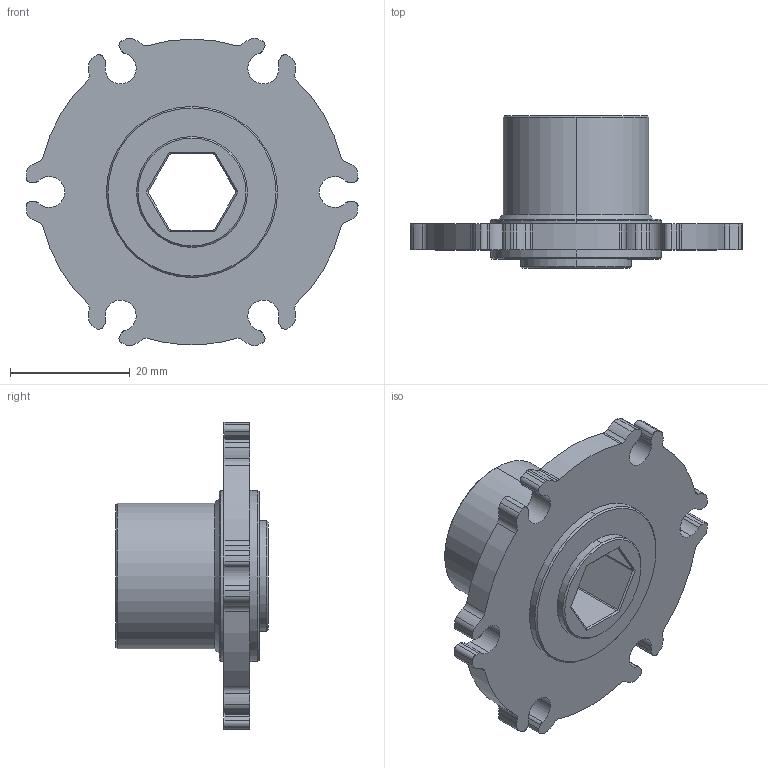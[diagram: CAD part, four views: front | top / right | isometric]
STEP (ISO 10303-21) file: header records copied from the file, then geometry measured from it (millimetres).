
FILE_DESCRIPTION (( 'STEP AP203' ), '1' );
FILE_NAME ('am-2568 500EX Hex Hub.STEP', '2014-01-10T16:03:33', ( '' ), ( '' ), 'SwSTEP 2.0', 'SolidWorks 2010', '' );
FILE_SCHEMA (( 'CONFIG_CONTROL_DESIGN' ));
Length unit declared in the file: inch
Products named in the file (1): am-2568 500EX Hex Hub
Bounding box: 55.36 x 25.4 x 51.33 mm (x, y, z)
Volume: 15050.6 mm3; surface area: 7468.6 mm2
Topology: 1 solids, 1 shells, 157 faces, 443 edges, 292 vertices
Faces by surface type: cylinder 111, plane 36, cone 10
Entity records: 5260 total; most frequent: CARTESIAN_POINT 965, DIRECTION 955, ORIENTED_EDGE 886, EDGE_CURVE 443, AXIS2_PLACEMENT_3D 378, VERTEX_POINT 292, CIRCLE 220, LINE 199
